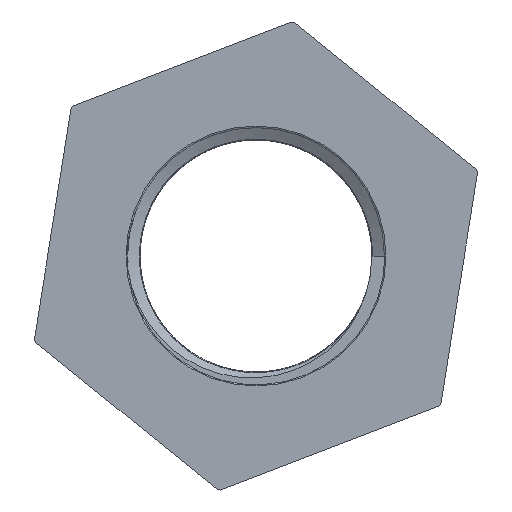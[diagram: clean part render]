
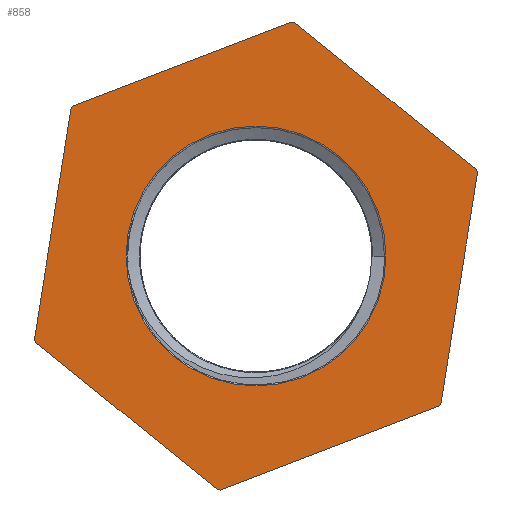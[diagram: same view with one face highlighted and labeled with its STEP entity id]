
A CAD part, front view. The second image highlights one B-rep face of the part: STEP entity #858.
In plain terms, the highlighted planar face has unit normal (0, -1, 0).
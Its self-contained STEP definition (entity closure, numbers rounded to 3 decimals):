
#23=FACE_BOUND('',#104,.T.);
#26=PLANE('',#931);
#53=FACE_OUTER_BOUND('',#103,.T.);
#103=EDGE_LOOP('',(#600,#601,#602,#603,#604,#605,#606,#607,#608,#609,#610,
#611));
#104=EDGE_LOOP('',(#612));
#151=CIRCLE('',#927,17.05);
#155=CIRCLE('',#932,31.05);
#156=CIRCLE('',#933,31.05);
#157=CIRCLE('',#934,31.05);
#158=CIRCLE('',#935,31.05);
#159=CIRCLE('',#936,31.05);
#160=CIRCLE('',#937,31.05);
#235=LINE('',#1654,#291);
#236=LINE('',#1658,#292);
#237=LINE('',#1662,#293);
#238=LINE('',#1666,#294);
#239=LINE('',#1670,#295);
#240=LINE('',#1674,#296);
#291=VECTOR('',#1031,10.);
#292=VECTOR('',#1034,10.);
#293=VECTOR('',#1037,10.);
#294=VECTOR('',#1040,10.);
#295=VECTOR('',#1043,10.);
#296=VECTOR('',#1046,10.);
#360=VERTEX_POINT('',#1644);
#363=VERTEX_POINT('',#1652);
#364=VERTEX_POINT('',#1653);
#365=VERTEX_POINT('',#1655);
#366=VERTEX_POINT('',#1657);
#367=VERTEX_POINT('',#1659);
#368=VERTEX_POINT('',#1661);
#369=VERTEX_POINT('',#1663);
#370=VERTEX_POINT('',#1665);
#371=VERTEX_POINT('',#1667);
#372=VERTEX_POINT('',#1669);
#373=VERTEX_POINT('',#1671);
#374=VERTEX_POINT('',#1673);
#455=EDGE_CURVE('',#360,#360,#151,.T.);
#459=EDGE_CURVE('',#363,#364,#235,.T.);
#460=EDGE_CURVE('',#364,#365,#155,.T.);
#461=EDGE_CURVE('',#365,#366,#236,.T.);
#462=EDGE_CURVE('',#366,#367,#156,.T.);
#463=EDGE_CURVE('',#367,#368,#237,.T.);
#464=EDGE_CURVE('',#368,#369,#157,.T.);
#465=EDGE_CURVE('',#369,#370,#238,.T.);
#466=EDGE_CURVE('',#370,#371,#158,.T.);
#467=EDGE_CURVE('',#371,#372,#239,.T.);
#468=EDGE_CURVE('',#372,#373,#159,.T.);
#469=EDGE_CURVE('',#373,#374,#240,.T.);
#470=EDGE_CURVE('',#374,#363,#160,.T.);
#600=ORIENTED_EDGE('',*,*,#459,.T.);
#601=ORIENTED_EDGE('',*,*,#460,.T.);
#602=ORIENTED_EDGE('',*,*,#461,.T.);
#603=ORIENTED_EDGE('',*,*,#462,.T.);
#604=ORIENTED_EDGE('',*,*,#463,.T.);
#605=ORIENTED_EDGE('',*,*,#464,.T.);
#606=ORIENTED_EDGE('',*,*,#465,.T.);
#607=ORIENTED_EDGE('',*,*,#466,.T.);
#608=ORIENTED_EDGE('',*,*,#467,.T.);
#609=ORIENTED_EDGE('',*,*,#468,.T.);
#610=ORIENTED_EDGE('',*,*,#469,.T.);
#611=ORIENTED_EDGE('',*,*,#470,.T.);
#612=ORIENTED_EDGE('',*,*,#455,.F.);
#858=ADVANCED_FACE('',(#53,#23),#26,.T.);
#927=AXIS2_PLACEMENT_3D('',#1645,#1021,#1022);
#931=AXIS2_PLACEMENT_3D('',#1651,#1029,#1030);
#932=AXIS2_PLACEMENT_3D('',#1656,#1032,#1033);
#933=AXIS2_PLACEMENT_3D('',#1660,#1035,#1036);
#934=AXIS2_PLACEMENT_3D('',#1664,#1038,#1039);
#935=AXIS2_PLACEMENT_3D('',#1668,#1041,#1042);
#936=AXIS2_PLACEMENT_3D('',#1672,#1044,#1045);
#937=AXIS2_PLACEMENT_3D('',#1675,#1047,#1048);
#1021=DIRECTION('center_axis',(0.,-1.,0.));
#1022=DIRECTION('ref_axis',(1.,0.,0.));
#1029=DIRECTION('center_axis',(0.,-1.,0.));
#1030=DIRECTION('ref_axis',(1.,0.,0.));
#1031=DIRECTION('',(0.777,0.,-0.629));
#1032=DIRECTION('center_axis',(0.,-1.,0.));
#1033=DIRECTION('ref_axis',(1.,0.,0.));
#1034=DIRECTION('',(0.934,0.,0.359));
#1035=DIRECTION('center_axis',(0.,-1.,0.));
#1036=DIRECTION('ref_axis',(1.,0.,0.));
#1037=DIRECTION('',(0.156,0.,0.988));
#1038=DIRECTION('center_axis',(0.,-1.,0.));
#1039=DIRECTION('ref_axis',(1.,0.,0.));
#1040=DIRECTION('',(-0.777,0.,0.629));
#1041=DIRECTION('center_axis',(0.,-1.,0.));
#1042=DIRECTION('ref_axis',(1.,0.,0.));
#1043=DIRECTION('',(-0.934,0.,-0.359));
#1044=DIRECTION('center_axis',(0.,-1.,0.));
#1045=DIRECTION('ref_axis',(1.,0.,0.));
#1046=DIRECTION('',(-0.156,0.,-0.988));
#1047=DIRECTION('center_axis',(0.,-1.,0.));
#1048=DIRECTION('ref_axis',(1.,0.,0.));
#1644=CARTESIAN_POINT('',(0.,-6.,-17.05));
#1645=CARTESIAN_POINT('Origin',(0.,-6.,0.));
#1651=CARTESIAN_POINT('Origin',(0.,-6.,0.));
#1652=CARTESIAN_POINT('',(-28.906,-6.,-11.338));
#1653=CARTESIAN_POINT('',(-5.071,-6.,-30.633));
#1654=CARTESIAN_POINT('',(-23.046,-6.,-16.081));
#1655=CARTESIAN_POINT('',(-4.634,-6.,-30.702));
#1656=CARTESIAN_POINT('Origin',(0.,-6.,0.));
#1657=CARTESIAN_POINT('',(23.994,-6.,-19.708));
#1658=CARTESIAN_POINT('',(2.404,-6.,-27.999));
#1659=CARTESIAN_POINT('',(24.272,-6.,-19.364));
#1660=CARTESIAN_POINT('Origin',(0.,-6.,0.));
#1661=CARTESIAN_POINT('',(29.064,-6.,10.925));
#1662=CARTESIAN_POINT('',(25.45,-6.,-11.918));
#1663=CARTESIAN_POINT('',(28.906,-6.,11.338));
#1664=CARTESIAN_POINT('Origin',(0.,-6.,0.));
#1665=CARTESIAN_POINT('',(5.071,-6.,30.633));
#1666=CARTESIAN_POINT('',(23.046,-6.,16.081));
#1667=CARTESIAN_POINT('',(4.634,-6.,30.702));
#1668=CARTESIAN_POINT('Origin',(0.,-6.,0.));
#1669=CARTESIAN_POINT('',(-23.994,-6.,19.708));
#1670=CARTESIAN_POINT('',(-2.404,-6.,27.999));
#1671=CARTESIAN_POINT('',(-24.272,-6.,19.364));
#1672=CARTESIAN_POINT('Origin',(0.,-6.,0.));
#1673=CARTESIAN_POINT('',(-29.064,-6.,-10.925));
#1674=CARTESIAN_POINT('',(-25.45,-6.,11.918));
#1675=CARTESIAN_POINT('Origin',(0.,-6.,0.));
